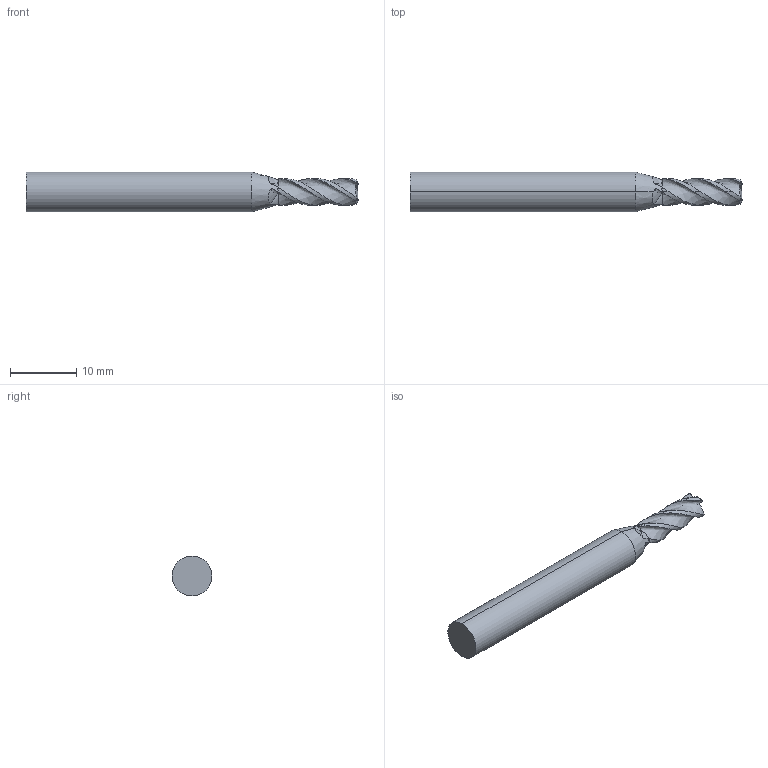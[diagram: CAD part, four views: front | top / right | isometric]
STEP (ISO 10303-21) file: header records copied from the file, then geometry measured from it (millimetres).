
FILE_DESCRIPTION (( 'STEP AP214' ), '1' );
FILE_NAME ('2570150003.STEP', '2011-12-04T16:24:10', ( '' ), ( '' ), 'SwSTEP 2.0', 'SolidWorks 2010', '' );
FILE_SCHEMA (( 'AUTOMOTIVE_DESIGN' ));
Length unit declared in the file: millimetre
Products named in the file (1): 2570150003
Bounding box: 50 x 6 x 6 mm (x, y, z)
Volume: 1134.2 mm3; surface area: 1091.8 mm2
Topology: 2 solids, 2 shells, 65 faces, 175 edges, 116 vertices
Faces by surface type: cylinder 23, bspline 20, plane 14, cone 4, torus 4
Entity records: 8516 total; most frequent: CARTESIAN_POINT 7077, ORIENTED_EDGE 350, DIRECTION 199, EDGE_CURVE 175, VERTEX_POINT 116, B_SPLINE_CURVE_WITH_KNOTS 104, AXIS2_PLACEMENT_3D 86, EDGE_LOOP 69
